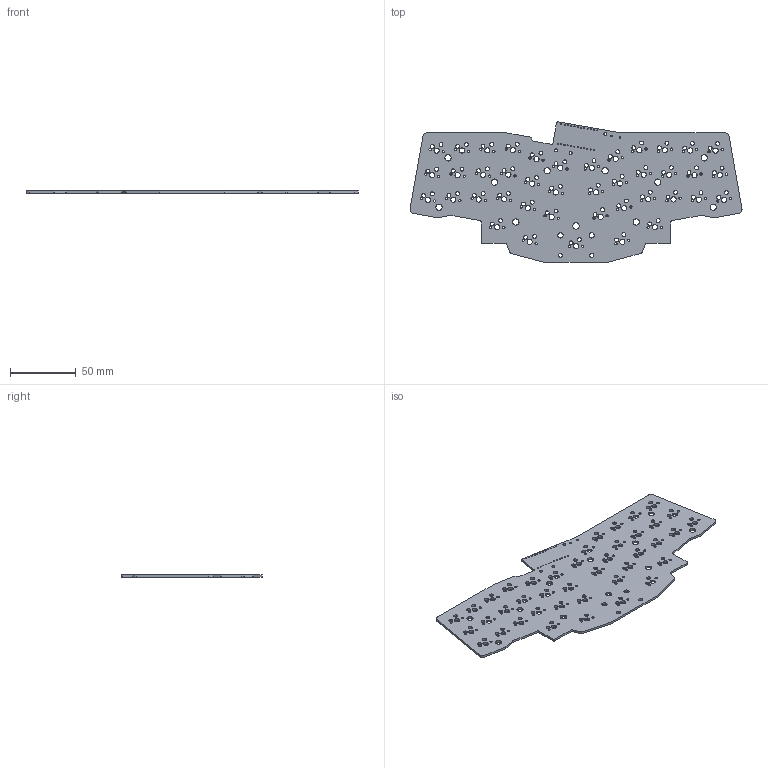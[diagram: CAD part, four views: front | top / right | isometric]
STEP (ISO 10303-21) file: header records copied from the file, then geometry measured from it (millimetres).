
FILE_DESCRIPTION(('KiCad electronic assembly'),'2;1');
FILE_NAME('reviung41.step','2022-05-02T20:43:59',('Pcbnew'),('Kicad'), 'Open CASCADE STEP processor 7.5','KiCad to STEP converter','Unknown' );
FILE_SCHEMA(('AUTOMOTIVE_DESIGN { 1 0 10303 214 1 1 1 1 }'));
Length unit declared in the file: millimetre
Products named in the file (2): reviung41 1; reviung41 PCB
Assembly tree (1 placements, depth 2):
  reviung41 1
    reviung41 PCB
Bounding box: 253.34 x 107.07 x 1.6 mm (x, y, z)
Volume: 29317.8 mm3; surface area: 40978.7 mm2
Topology: 1 solids, 1 shells, 295 faces, 879 edges, 586 vertices
Faces by surface type: cylinder 249, extrusion 44, plane 2
Full cylindrical faces by diameter (mm): 0.813 x24, 1.3 x2, 1.75 x82, 2.2 x3, 3 x82, 3.048 x2, 3.988 x43, 4.8 x11
Entity records: 22969 total; most frequent: CARTESIAN_POINT 4180, DIRECTION 3509, ORIENTED_EDGE 1758, PCURVE 1758, DEFINITIONAL_REPRESENTATION 1758, VECTOR 1509, LINE 1465, CIRCLE 996
